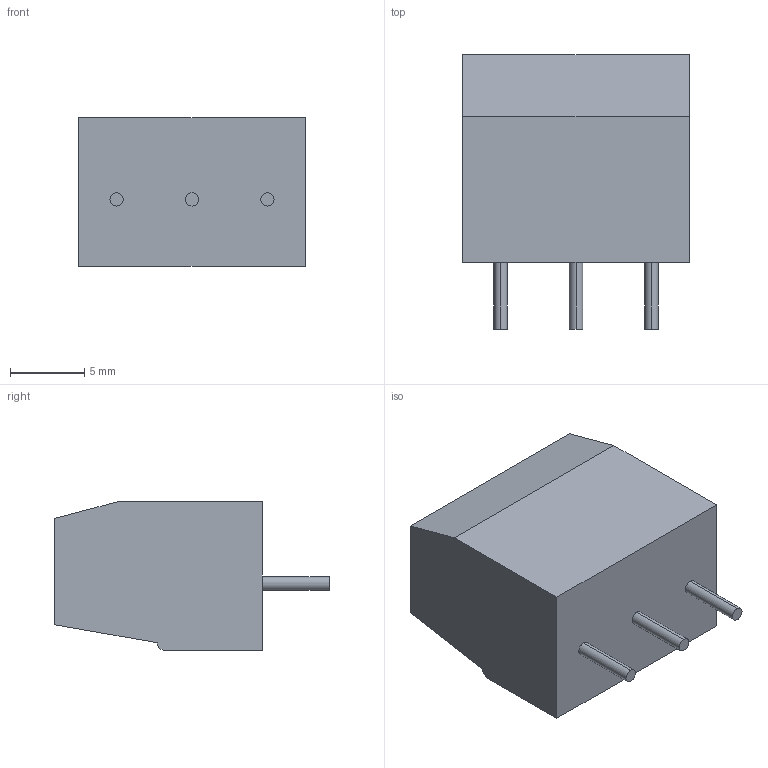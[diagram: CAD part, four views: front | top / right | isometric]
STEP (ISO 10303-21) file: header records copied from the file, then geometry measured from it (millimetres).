
FILE_DESCRIPTION (( 'STEP AP214' ), '1' );
FILE_NAME ('3Way_Screw_terminal_P5_08.STEP', '2021-07-31T22:38:41', ( '' ), ( '' ), 'SwSTEP 2.0', 'SolidWorks 2017', '' );
FILE_SCHEMA (( 'AUTOMOTIVE_DESIGN' ));
Length unit declared in the file: millimetre
Products named in the file (1): 3Way_Screw_terminal_P5_08
Bounding box: 15.24 x 18.5 x 10 mm (x, y, z)
Volume: 1921.7 mm3; surface area: 1124.2 mm2
Topology: 2 solids, 2 shells, 85 faces, 201 edges, 128 vertices
Faces by surface type: plane 72, cylinder 13
Entity records: 3079 total; most frequent: CARTESIAN_POINT 415, DIRECTION 411, ORIENTED_EDGE 402, EDGE_CURVE 201, LINE 163, VECTOR 163, VERTEX_POINT 128, AXIS2_PLACEMENT_3D 124
